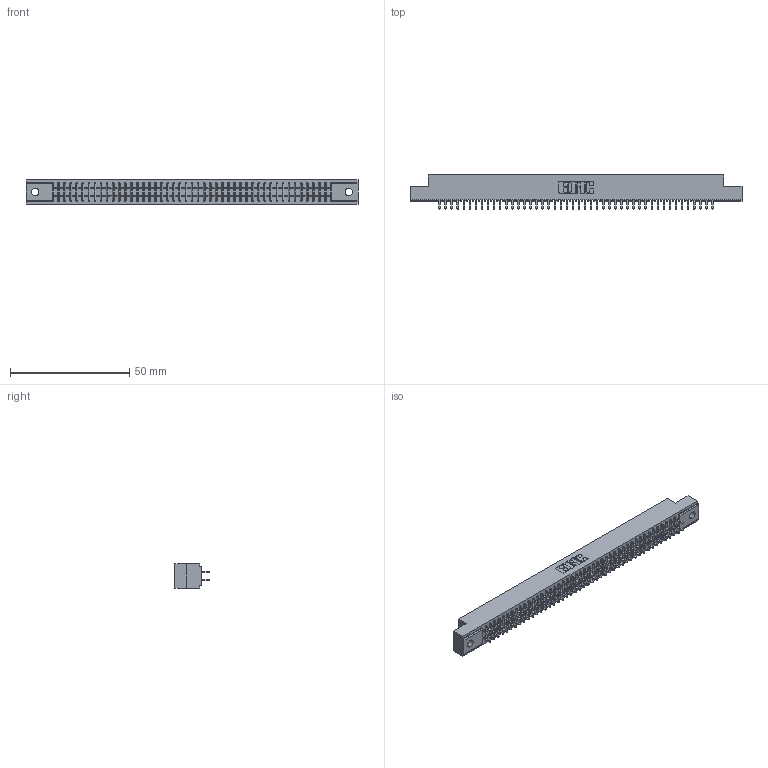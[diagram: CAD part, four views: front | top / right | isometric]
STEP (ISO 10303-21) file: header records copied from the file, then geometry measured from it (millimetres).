
FILE_DESCRIPTION (( 'STEP AP203' ), '1' );
FILE_NAME ('341-092-520-202.STEP', '2018-08-08T00:28:12', ( '' ), ( '' ), 'SwSTEP 2.0', 'SolidWorks 2016', '' );
FILE_SCHEMA (( 'CONFIG_CONTROL_DESIGN' ));
Length unit declared in the file: inch
Products named in the file (3): 341 Part_.128 (3.25) Dia Mounting Holes; 341-292-001_341-292-120; 341-092-520-202
Assembly tree (93 placements, depth 2):
  341-092-520-202
    341 Part_.128 (3.25) Dia Mounting Holes
    341-292-001_341-292-120  x92
Bounding box: 139.06 x 14.27 x 10.16 mm (x, y, z)
Volume: 10236.2 mm3; surface area: 17959.7 mm2
Topology: 93 solids, 93 shells, 6188 faces, 17934 edges, 11614 vertices
Faces by surface type: plane 3748, cylinder 2256, sphere 94, torus 90
Entity records: 55139 total; most frequent: CARTESIAN_POINT 9166, ORIENTED_EDGE 9108, DIRECTION 8892, EDGE_CURVE 4554, LINE 3684, VECTOR 3684, VERTEX_POINT 2878, AXIS2_PLACEMENT_3D 2604
